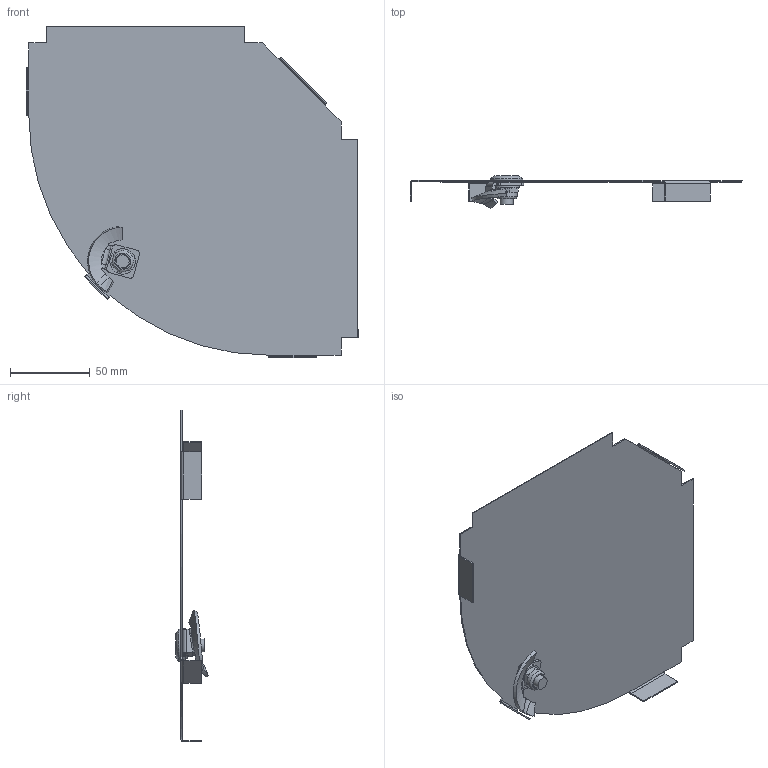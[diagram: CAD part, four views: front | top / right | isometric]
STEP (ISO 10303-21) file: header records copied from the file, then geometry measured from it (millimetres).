
FILE_DESCRIPTION (( 'STEP AP214' ), '1' );
FILE_NAME ('6036988.STEP', '2024-10-21T12:00:31', ( '' ), ( '' ), 'SwSTEP 2.0', 'SolidWorks 2024', '' );
FILE_SCHEMA (( 'AUTOMOTIVE_DESIGN' ));
Length unit declared in the file: millimetre
Products named in the file (6): 099600_Standard; 107589_M8x13 Vierkanthöhe 2 Führung 1,7  A4-70; 020263_DIN EN ISO 10511 - M8 ; 183291_NB 150; BS001 8_Washer DIN 125 - A 8.4; 6036988
Assembly tree (5 placements, depth 2):
  6036988
    183291_NB 150
    BS001 8_Washer DIN 125 - A 8.4
    020263_DIN EN ISO 10511 - M8 
    099600_Standard
    107589_M8x13 Vierkanthöhe 2 Führung 1,7  A4-70
Bounding box: 207.75 x 20.51 x 207.75 mm (x, y, z)
Volume: 31426.7 mm3; surface area: 77234.7 mm2
Topology: 5 solids, 5 shells, 180 faces, 445 edges, 274 vertices
Faces by surface type: plane 86, bspline 34, cylinder 32, cone 26, torus 2
Full cylindrical faces by diameter (mm): 6.65 x1, 8 x2, 8.4 x1, 9.429 x1, 13 x1, 15.5 x1, 16 x1, 16.5 x1, 20 x1
Entity records: 7235 total; most frequent: CARTESIAN_POINT 3266, ORIENTED_EDGE 846, DIRECTION 666, EDGE_CURVE 423, VERTEX_POINT 270, AXIS2_PLACEMENT_3D 243, EDGE_LOOP 205, FACE_OUTER_BOUND 192
